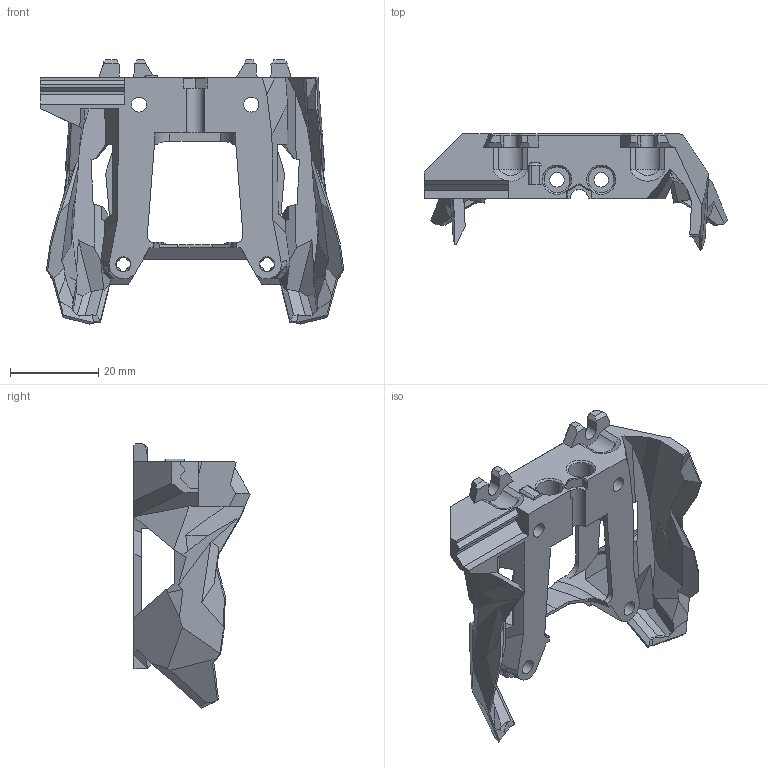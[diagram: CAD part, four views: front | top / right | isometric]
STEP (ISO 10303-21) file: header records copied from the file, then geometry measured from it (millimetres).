
FILE_DESCRIPTION(/* description */ ('','CAx-IF Rec.Pracs.---Representation and Presentation of Product Manufacturing Information (PMI)---4.0---2014-10-13'),/* implementation_level */ '2;1');
FILE_NAME(/* name */ 'E-RV (no ADXL)_Back.step',/* time_stamp */ '2025-01-21T00:21:25+01:00',/* author */ (''),/* organization */ (''),/* preprocessor_version */ 'ST-DEVELOPER v20',/* originating_system */ 'Autodesk Translation Framework v13.20.0.188',/* authorisation */ '');
FILE_SCHEMA (('AP242_MANAGED_MODEL_BASED_3D_ENGINEERING_MIM_LF { 1 0 10303 442 1 1 4 }'));
Length unit declared in the file: millimetre
Products named in the file (2): Revo_2; Stealthburner_Printhead_RevoVoron v1_1
Assembly tree (1 placements, depth 2):
  Revo_2
    Stealthburner_Printhead_RevoVoron v1_1
Bounding box: 68.58 x 26.26 x 59.7 mm (x, y, z)
Volume: 17318.3 mm3; surface area: 12043.5 mm2
Topology: 1 solids, 1 shells, 572 faces, 1675 edges, 1079 vertices
Faces by surface type: plane 455, cylinder 71, bspline 26, cone 20
Full cylindrical faces by diameter (mm): 3.305 x2, 3.4 x6, 5.8 x2, 6 x2
Entity records: 19924 total; most frequent: CARTESIAN_POINT 4807, ORIENTED_EDGE 3350, DIRECTION 2847, EDGE_CURVE 1675, LINE 1371, VECTOR 1371, VERTEX_POINT 1079, AXIS2_PLACEMENT_3D 738
